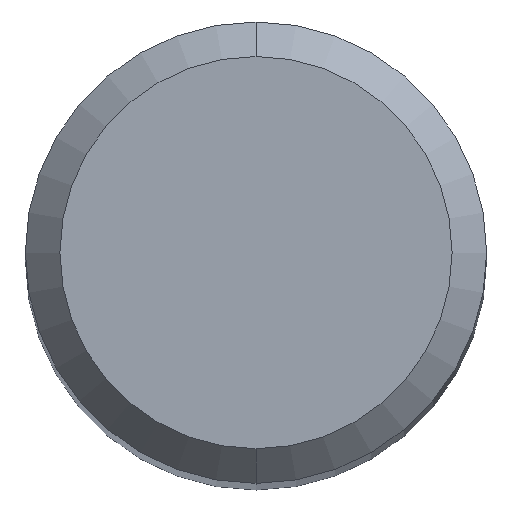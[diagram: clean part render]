
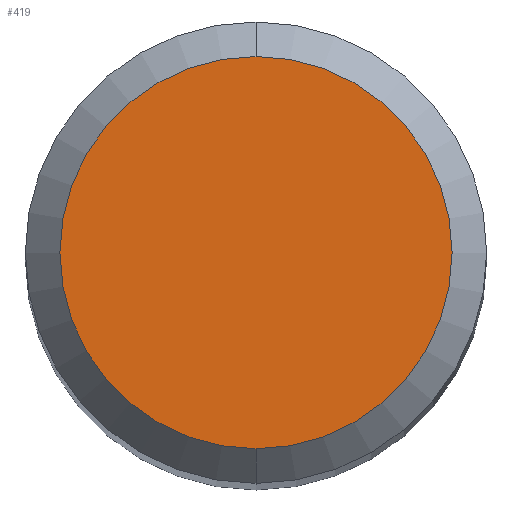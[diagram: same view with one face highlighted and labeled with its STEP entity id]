
A CAD part, top view. The second image highlights one B-rep face of the part: STEP entity #419.
In plain terms, the highlighted planar face has unit normal (0, 0, 1).
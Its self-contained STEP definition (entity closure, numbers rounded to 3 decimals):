
#283=EDGE_CURVE('',#411,#409,#607,.T.);
#353=EDGE_CURVE('',#409,#411,#683,.T.);
#409=VERTEX_POINT('',#745);
#411=VERTEX_POINT('',#747);
#419=ADVANCED_FACE('',(#755),#756,.T.);
#607=CIRCLE('',#988,1.7);
#683=CIRCLE('',#1158,1.7);
#745=CARTESIAN_POINT('',(0.0,1.7,0.0));
#747=CARTESIAN_POINT('',(0.,-1.7,0.0));
#755=FACE_OUTER_BOUND('',#1330,.T.);
#756=PLANE('',#1331);
#988=AXIS2_PLACEMENT_3D('',#1583,#1584,#1585);
#1158=AXIS2_PLACEMENT_3D('',#1660,#1661,#1662);
#1330=EDGE_LOOP('',(#1745,#1746));
#1331=AXIS2_PLACEMENT_3D('',#1747,#1748,#1749);
#1583=CARTESIAN_POINT('',(0.0,0.0,0.0));
#1584=DIRECTION('',(0.0,0.0,-1.0));
#1585=DIRECTION('',(0.0,1.0,0.0));
#1660=CARTESIAN_POINT('',(0.0,0.0,0.0));
#1661=DIRECTION('',(0.0,0.0,-1.0));
#1662=DIRECTION('',(0.0,1.0,0.0));
#1745=ORIENTED_EDGE('',*,*,#353,.F.);
#1746=ORIENTED_EDGE('',*,*,#283,.F.);
#1747=CARTESIAN_POINT('',(0.0,0.85,0.0));
#1748=DIRECTION('',(-0.0,0.0,1.0));
#1749=DIRECTION('',(0.0,-1.0,0.0));
